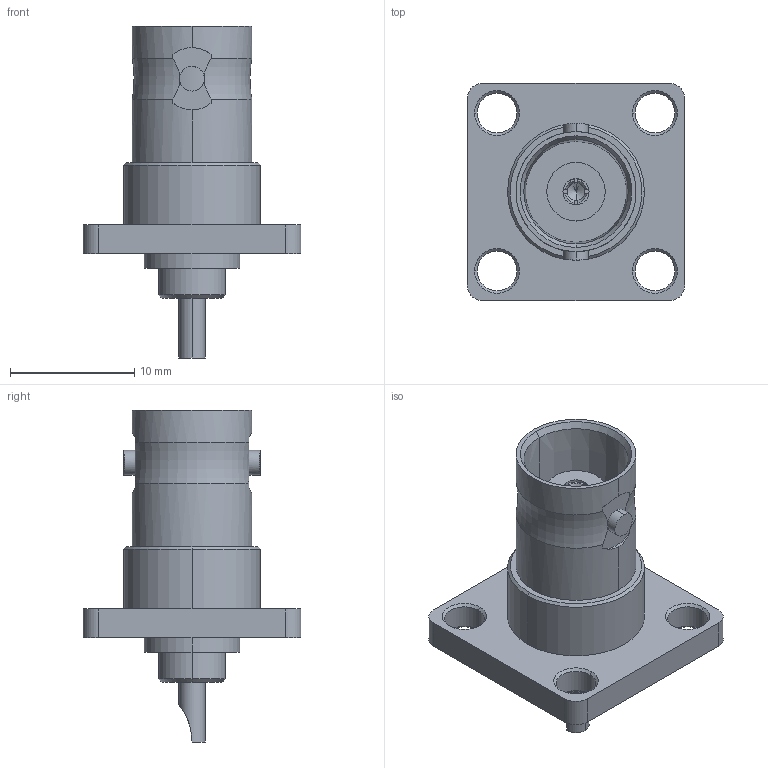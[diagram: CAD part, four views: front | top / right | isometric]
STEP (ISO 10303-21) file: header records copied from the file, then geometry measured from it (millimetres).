
FILE_DESCRIPTION((''),'2;1');
FILE_NAME('31-203-RFX_SW0002','2021-12-08T18:05:51',('Dinesh Kumar'),(''),'CREO PARAMETRIC BY PTC INC, 2019444','CREO PARAMETRIC BY PTC INC, 2019444','');
FILE_SCHEMA(('CONFIG_CONTROL_DESIGN'));
Length unit declared in the file: millimetre
Products named in the file (1): 31-203-RFX_SW0002
Bounding box: 17.5 x 17.5 x 26.7 mm (x, y, z)
Volume: 1634.7 mm3; surface area: 1740.5 mm2
Topology: 1 solids, 1 shells, 118 faces, 290 edges, 181 vertices
Faces by surface type: cylinder 45, plane 39, cone 32, torus 2
Entity records: 3724 total; most frequent: CARTESIAN_POINT 849, DIRECTION 620, ORIENTED_EDGE 576, EDGE_CURVE 288, AXIS2_PLACEMENT_3D 250, VERTEX_POINT 181, EDGE_LOOP 135, CIRCLE 132
